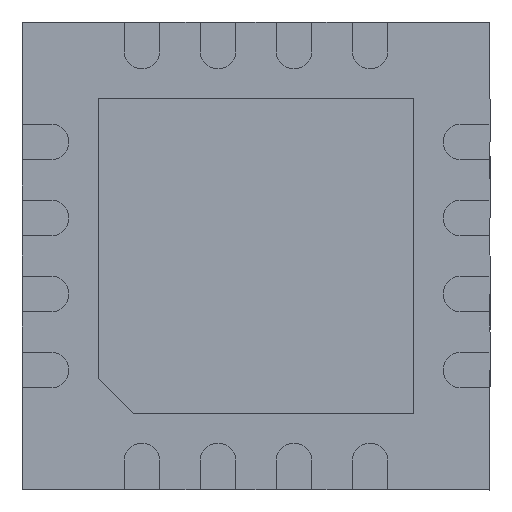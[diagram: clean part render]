
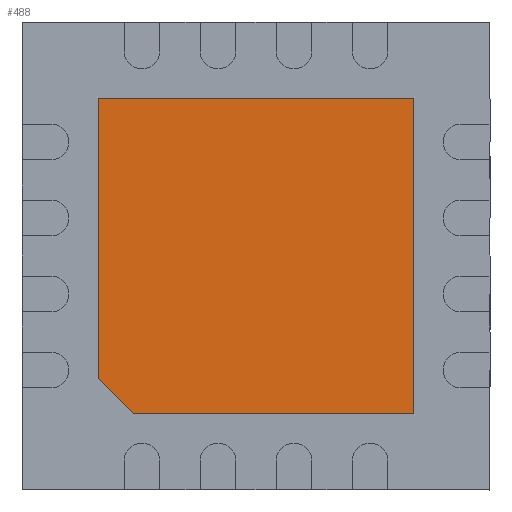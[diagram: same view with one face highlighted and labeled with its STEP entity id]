
A CAD part, front view. The second image highlights one B-rep face of the part: STEP entity #488.
In plain terms, the highlighted planar face has unit normal (0, -1, 0).
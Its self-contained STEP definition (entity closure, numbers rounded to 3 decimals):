
#67 = EDGE_CURVE ( 'NONE', #3679, #2994, #5664, .T. ) ;
#193 = CARTESIAN_POINT ( 'NONE',  ( -1.35, 0., -1.05 ) ) ;
#249 = VECTOR ( 'NONE', #4483, 1000. ) ;
#488 = ADVANCED_FACE ( 'NONE', ( #1141 ), #768, .T. ) ;
#641 = CARTESIAN_POINT ( 'NONE',  ( 1.35, 0., -1.35 ) ) ;
#768 = PLANE ( 'NONE',  #1380 ) ;
#839 = CARTESIAN_POINT ( 'NONE',  ( 1.35, 0., 1.35 ) ) ;
#917 = VECTOR ( 'NONE', #4722, 1000. ) ;
#924 = VERTEX_POINT ( 'NONE', #1176 ) ;
#952 = CARTESIAN_POINT ( 'NONE',  ( -1.35, 0., -1.05 ) ) ;
#1022 = ORIENTED_EDGE ( 'NONE', *, *, #1731, .T. ) ;
#1035 = LINE ( 'NONE', #7008, #6704 ) ;
#1141 = FACE_OUTER_BOUND ( 'NONE', #6252, .T. ) ;
#1176 = CARTESIAN_POINT ( 'NONE',  ( -1.05, 0., -1.35 ) ) ;
#1380 = AXIS2_PLACEMENT_3D ( 'NONE', #3011, #6828, #6765 ) ;
#1609 = CARTESIAN_POINT ( 'NONE',  ( -1.35, 0., 1.35 ) ) ;
#1731 = EDGE_CURVE ( 'NONE', #6169, #3679, #2374, .T. ) ;
#2374 = LINE ( 'NONE', #839, #917 ) ;
#2387 = VECTOR ( 'NONE', #4609, 1000. ) ;
#2443 = ORIENTED_EDGE ( 'NONE', *, *, #6749, .T. ) ;
#2633 = ORIENTED_EDGE ( 'NONE', *, *, #6371, .T. ) ;
#2859 = CARTESIAN_POINT ( 'NONE',  ( 1.35, 0., -1.35 ) ) ;
#2994 = VERTEX_POINT ( 'NONE', #952 ) ;
#3011 = CARTESIAN_POINT ( 'NONE',  ( 0., 0., 0. ) ) ;
#3313 = ORIENTED_EDGE ( 'NONE', *, *, #67, .T. ) ;
#3679 = VERTEX_POINT ( 'NONE', #1609 ) ;
#4271 = DIRECTION ( 'NONE',  ( 0.707, 0., -0.707 ) ) ;
#4298 = VECTOR ( 'NONE', #6653, 1000. ) ;
#4374 = CARTESIAN_POINT ( 'NONE',  ( 1.35, 0., 1.35 ) ) ;
#4483 = DIRECTION ( 'NONE',  ( 1., 0., 0. ) ) ;
#4600 = CARTESIAN_POINT ( 'NONE',  ( 1.35, 0., -1.35 ) ) ;
#4609 = DIRECTION ( 'NONE',  ( 0., 0., -1. ) ) ;
#4722 = DIRECTION ( 'NONE',  ( -1., 0., 0. ) ) ;
#4966 = LINE ( 'NONE', #641, #249 ) ;
#5643 = VERTEX_POINT ( 'NONE', #4600 ) ;
#5664 = LINE ( 'NONE', #193, #2387 ) ;
#6108 = LINE ( 'NONE', #2859, #4298 ) ;
#6169 = VERTEX_POINT ( 'NONE', #4374 ) ;
#6252 = EDGE_LOOP ( 'NONE', ( #3313, #2443, #6685, #2633, #1022 ) ) ;
#6330 = EDGE_CURVE ( 'NONE', #924, #5643, #4966, .T. ) ;
#6371 = EDGE_CURVE ( 'NONE', #5643, #6169, #6108, .T. ) ;
#6653 = DIRECTION ( 'NONE',  ( 0., 0., 1. ) ) ;
#6685 = ORIENTED_EDGE ( 'NONE', *, *, #6330, .T. ) ;
#6704 = VECTOR ( 'NONE', #4271, 1000. ) ;
#6749 = EDGE_CURVE ( 'NONE', #2994, #924, #1035, .T. ) ;
#6765 = DIRECTION ( 'NONE',  ( 0., 0., -1. ) ) ;
#6828 = DIRECTION ( 'NONE',  ( 0., -1., 0. ) ) ;
#7008 = CARTESIAN_POINT ( 'NONE',  ( -1.05, 0., -1.35 ) ) ;
